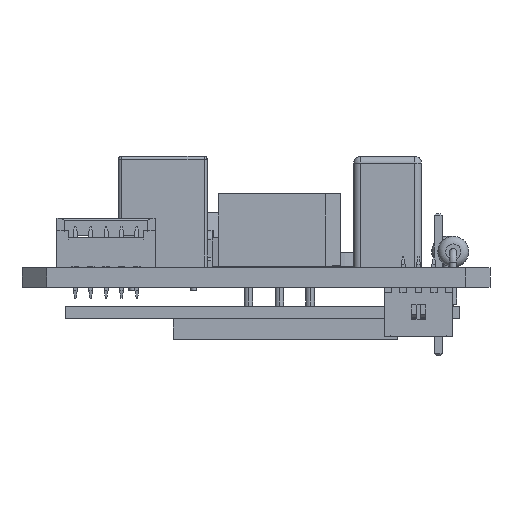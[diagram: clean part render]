
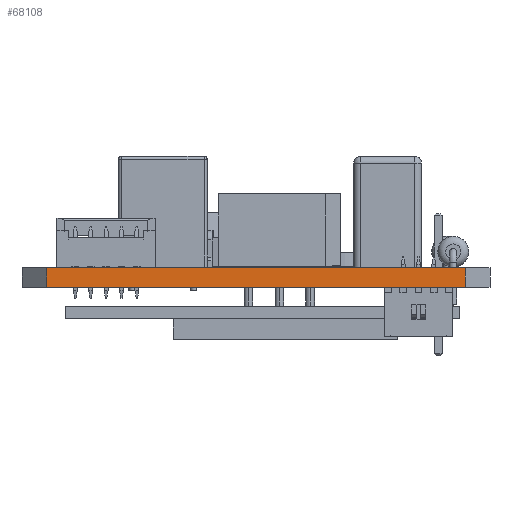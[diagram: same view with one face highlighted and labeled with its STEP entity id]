
A CAD part, front view. The second image highlights one B-rep face of the part: STEP entity #68108.
In plain terms, the highlighted planar face has unit normal (0, -1, 0).
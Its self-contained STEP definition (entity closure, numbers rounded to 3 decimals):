
#65894 = PLANE('',#65895);
#65895 = AXIS2_PLACEMENT_3D('',#65896,#65897,#65898);
#65896 = CARTESIAN_POINT('',(0.,0.,1.6));
#65897 = DIRECTION('',(-0.,-0.,-1.));
#65898 = DIRECTION('',(-1.,0.,0.));
#65948 = PLANE('',#65949);
#65949 = AXIS2_PLACEMENT_3D('',#65950,#65951,#65952);
#65950 = CARTESIAN_POINT('',(0.,0.,0.));
#65951 = DIRECTION('',(-0.,-0.,-1.));
#65952 = DIRECTION('',(-1.,0.,0.));
#65981 = PLANE('',#65982);
#65982 = AXIS2_PLACEMENT_3D('',#65983,#65984,#65985);
#65983 = CARTESIAN_POINT('',(-17.,-40.,0.));
#65984 = DIRECTION('',(-0.707,-0.707,0.));
#65985 = DIRECTION('',(-0.707,0.707,0.));
#66169 = VERTEX_POINT('',#66170);
#66170 = CARTESIAN_POINT('',(17.,-40.,0.));
#66184 = PLANE('',#66185);
#66185 = AXIS2_PLACEMENT_3D('',#66186,#66187,#66188);
#66186 = CARTESIAN_POINT('',(19.,-38.,0.));
#66187 = DIRECTION('',(0.707,-0.707,0.));
#66188 = DIRECTION('',(-0.707,-0.707,0.));
#66196 = EDGE_CURVE('',#66169,#66197,#66199,.T.);
#66197 = VERTEX_POINT('',#66198);
#66198 = CARTESIAN_POINT('',(-17.,-40.,0.));
#66199 = SURFACE_CURVE('',#66200,(#66204,#66211),.PCURVE_S1.);
#66200 = LINE('',#66201,#66202);
#66201 = CARTESIAN_POINT('',(17.,-40.,0.));
#66202 = VECTOR('',#66203,1.);
#66203 = DIRECTION('',(-1.,0.,0.));
#66204 = PCURVE('',#65948,#66205);
#66205 = DEFINITIONAL_REPRESENTATION('',(#66206),#66210);
#66206 = LINE('',#66207,#66208);
#66207 = CARTESIAN_POINT('',(-17.,-40.));
#66208 = VECTOR('',#66209,1.);
#66209 = DIRECTION('',(1.,0.));
#66210 = ( GEOMETRIC_REPRESENTATION_CONTEXT(2) 
PARAMETRIC_REPRESENTATION_CONTEXT() REPRESENTATION_CONTEXT('2D SPACE',''
  ) );
#66211 = PCURVE('',#66212,#66217);
#66212 = PLANE('',#66213);
#66213 = AXIS2_PLACEMENT_3D('',#66214,#66215,#66216);
#66214 = CARTESIAN_POINT('',(17.,-40.,0.));
#66215 = DIRECTION('',(0.,-1.,0.));
#66216 = DIRECTION('',(-1.,0.,0.));
#66217 = DEFINITIONAL_REPRESENTATION('',(#66218),#66222);
#66218 = LINE('',#66219,#66220);
#66219 = CARTESIAN_POINT('',(0.,-0.));
#66220 = VECTOR('',#66221,1.);
#66221 = DIRECTION('',(1.,0.));
#66222 = ( GEOMETRIC_REPRESENTATION_CONTEXT(2) 
PARAMETRIC_REPRESENTATION_CONTEXT() REPRESENTATION_CONTEXT('2D SPACE',''
  ) );
#67208 = VERTEX_POINT('',#67209);
#67209 = CARTESIAN_POINT('',(17.,-40.,1.6));
#67230 = EDGE_CURVE('',#67208,#67231,#67233,.T.);
#67231 = VERTEX_POINT('',#67232);
#67232 = CARTESIAN_POINT('',(-17.,-40.,1.6));
#67233 = SURFACE_CURVE('',#67234,(#67238,#67245),.PCURVE_S1.);
#67234 = LINE('',#67235,#67236);
#67235 = CARTESIAN_POINT('',(17.,-40.,1.6));
#67236 = VECTOR('',#67237,1.);
#67237 = DIRECTION('',(-1.,0.,0.));
#67238 = PCURVE('',#65894,#67239);
#67239 = DEFINITIONAL_REPRESENTATION('',(#67240),#67244);
#67240 = LINE('',#67241,#67242);
#67241 = CARTESIAN_POINT('',(-17.,-40.));
#67242 = VECTOR('',#67243,1.);
#67243 = DIRECTION('',(1.,0.));
#67244 = ( GEOMETRIC_REPRESENTATION_CONTEXT(2) 
PARAMETRIC_REPRESENTATION_CONTEXT() REPRESENTATION_CONTEXT('2D SPACE',''
  ) );
#67245 = PCURVE('',#66212,#67246);
#67246 = DEFINITIONAL_REPRESENTATION('',(#67247),#67251);
#67247 = LINE('',#67248,#67249);
#67248 = CARTESIAN_POINT('',(0.,-1.6));
#67249 = VECTOR('',#67250,1.);
#67250 = DIRECTION('',(1.,0.));
#67251 = ( GEOMETRIC_REPRESENTATION_CONTEXT(2) 
PARAMETRIC_REPRESENTATION_CONTEXT() REPRESENTATION_CONTEXT('2D SPACE',''
  ) );
#68058 = EDGE_CURVE('',#66197,#67231,#68059,.T.);
#68059 = SURFACE_CURVE('',#68060,(#68064,#68071),.PCURVE_S1.);
#68060 = LINE('',#68061,#68062);
#68061 = CARTESIAN_POINT('',(-17.,-40.,0.));
#68062 = VECTOR('',#68063,1.);
#68063 = DIRECTION('',(0.,0.,1.));
#68064 = PCURVE('',#65981,#68065);
#68065 = DEFINITIONAL_REPRESENTATION('',(#68066),#68070);
#68066 = LINE('',#68067,#68068);
#68067 = CARTESIAN_POINT('',(0.,0.));
#68068 = VECTOR('',#68069,1.);
#68069 = DIRECTION('',(0.,-1.));
#68070 = ( GEOMETRIC_REPRESENTATION_CONTEXT(2) 
PARAMETRIC_REPRESENTATION_CONTEXT() REPRESENTATION_CONTEXT('2D SPACE',''
  ) );
#68071 = PCURVE('',#66212,#68072);
#68072 = DEFINITIONAL_REPRESENTATION('',(#68073),#68077);
#68073 = LINE('',#68074,#68075);
#68074 = CARTESIAN_POINT('',(34.,0.));
#68075 = VECTOR('',#68076,1.);
#68076 = DIRECTION('',(0.,-1.));
#68077 = ( GEOMETRIC_REPRESENTATION_CONTEXT(2) 
PARAMETRIC_REPRESENTATION_CONTEXT() REPRESENTATION_CONTEXT('2D SPACE',''
  ) );
#68108 = ADVANCED_FACE('',(#68109),#66212,.T.);
#68109 = FACE_BOUND('',#68110,.T.);
#68110 = EDGE_LOOP('',(#68111,#68132,#68133,#68134));
#68111 = ORIENTED_EDGE('',*,*,#68112,.T.);
#68112 = EDGE_CURVE('',#66169,#67208,#68113,.T.);
#68113 = SURFACE_CURVE('',#68114,(#68118,#68125),.PCURVE_S1.);
#68114 = LINE('',#68115,#68116);
#68115 = CARTESIAN_POINT('',(17.,-40.,0.));
#68116 = VECTOR('',#68117,1.);
#68117 = DIRECTION('',(0.,0.,1.));
#68118 = PCURVE('',#66212,#68119);
#68119 = DEFINITIONAL_REPRESENTATION('',(#68120),#68124);
#68120 = LINE('',#68121,#68122);
#68121 = CARTESIAN_POINT('',(0.,-0.));
#68122 = VECTOR('',#68123,1.);
#68123 = DIRECTION('',(0.,-1.));
#68124 = ( GEOMETRIC_REPRESENTATION_CONTEXT(2) 
PARAMETRIC_REPRESENTATION_CONTEXT() REPRESENTATION_CONTEXT('2D SPACE',''
  ) );
#68125 = PCURVE('',#66184,#68126);
#68126 = DEFINITIONAL_REPRESENTATION('',(#68127),#68131);
#68127 = LINE('',#68128,#68129);
#68128 = CARTESIAN_POINT('',(2.828,0.));
#68129 = VECTOR('',#68130,1.);
#68130 = DIRECTION('',(0.,-1.));
#68131 = ( GEOMETRIC_REPRESENTATION_CONTEXT(2) 
PARAMETRIC_REPRESENTATION_CONTEXT() REPRESENTATION_CONTEXT('2D SPACE',''
  ) );
#68132 = ORIENTED_EDGE('',*,*,#67230,.T.);
#68133 = ORIENTED_EDGE('',*,*,#68058,.F.);
#68134 = ORIENTED_EDGE('',*,*,#66196,.F.);
